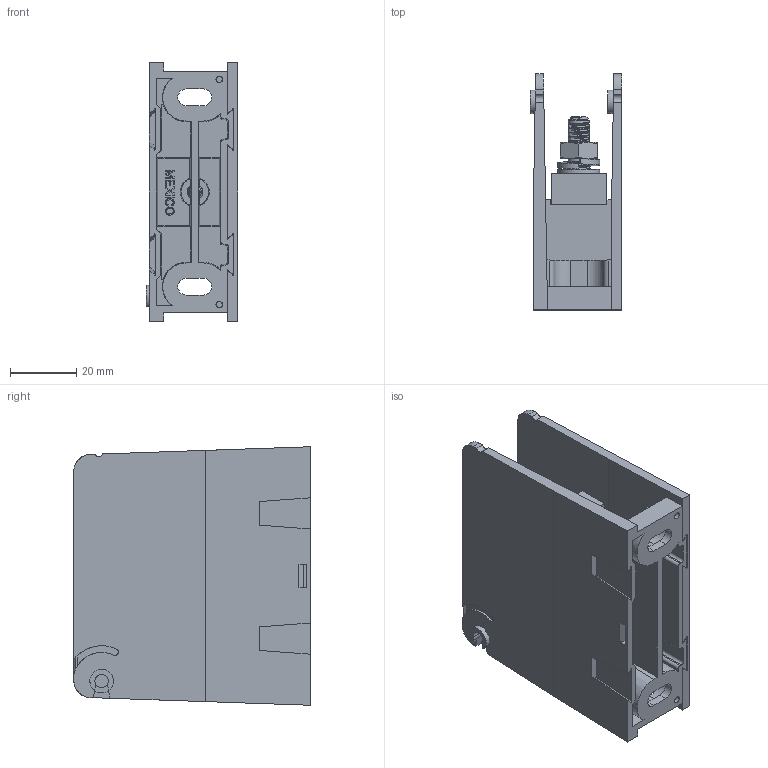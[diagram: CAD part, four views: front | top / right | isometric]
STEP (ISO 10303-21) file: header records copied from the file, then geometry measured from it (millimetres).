
FILE_DESCRIPTION (( 'STEP AP214' ), '1' );
FILE_NAME ('701961rev-1P.STEP', '2013-12-13T18:27:18', ( '' ), ( '' ), 'SwSTEP 2.0', 'SolidWorks 2013', '' );
FILE_SCHEMA (( 'AUTOMOTIVE_DESIGN' ));
Length unit declared in the file: inch
Products named in the file (13): 701961rev-1P_1_11; 701961rev-1P_1_5; 701961rev-1P_1_6; 701961rev-1P_1_2; 701961rev-1P_1_4; 701961rev-1P_1_3; 701961rev-1P_1_10; 701961rev-1P_1; 701961rev-1P_1_7; 701961rev-1P_1_9; 701961rev-1P_1_8; 701961rev-1P_1_12; 701961rev-1P
Assembly tree (12 placements, depth 2):
  701961rev-1P
    701961rev-1P_1_12
    701961rev-1P_1_8
    701961rev-1P_1_9
    701961rev-1P_1_7
    701961rev-1P_1
    701961rev-1P_1_10
    701961rev-1P_1_3
    701961rev-1P_1_4
    701961rev-1P_1_2
    701961rev-1P_1_6
    701961rev-1P_1_5
    701961rev-1P_1_11
Bounding box: 27.54 x 71.37 x 78.11 mm (x, y, z)
Surface area: 51265.9 mm2 (no closed solid volume)
Topology: 0 solids, 13 shells, 473 faces, 1366 edges, 917 vertices
Faces by surface type: plane 247, cylinder 94, bspline 69, cone 63
Full cylindrical faces by diameter (mm): 3.658 x1, 4.064 x1, 5.41 x1, 6.35 x10, 6.528 x2, 7.112 x1, 7.137 x2, 8.179 x1, 9.398 x2, 12.7 x2
Entity records: 46377 total; most frequent: CARTESIAN_POINT 29525, ORIENTED_EDGE 2343, DIRECTION 1796, EDGE_CURVE 1213, VERTEX_POINT 841, LINE 658, VECTOR 658, AXIS2_PLACEMENT_3D 569
